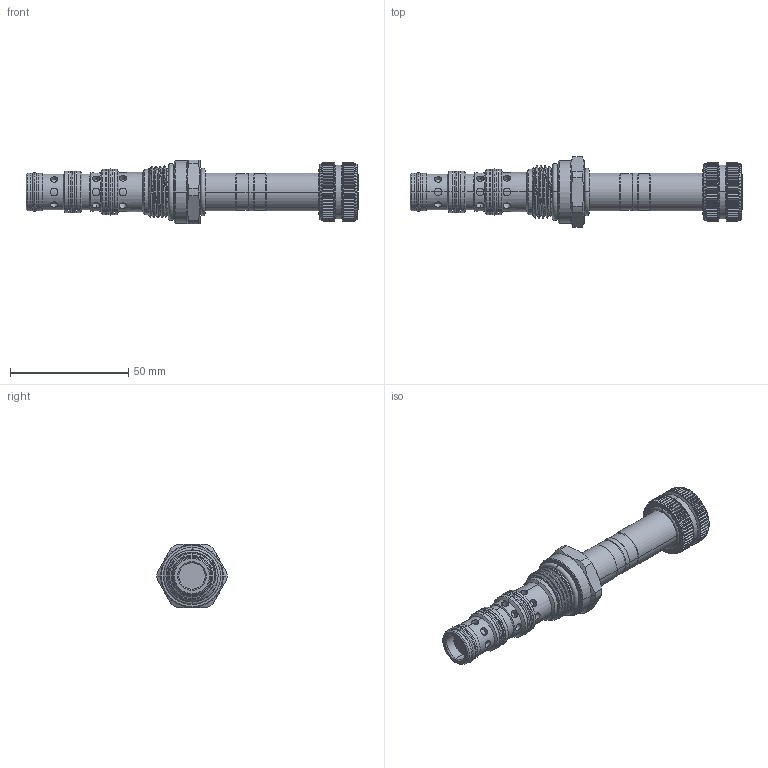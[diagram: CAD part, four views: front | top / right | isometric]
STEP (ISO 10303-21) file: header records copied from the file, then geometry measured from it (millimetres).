
FILE_DESCRIPTION (( 'STEP AP203' ), '1' );
FILE_NAME ('ES10W4C17AP04.STEP', '2020-04-10T01:05:37', ( '' ), ( '' ), 'SwSTEP 2.0', 'SolidWorks 2018', '' );
FILE_SCHEMA (( 'CONFIG_CONTROL_DESIGN' ));
Length unit declared in the file: millimetre
Products named in the file (1): ES10W4C17AP04
Bounding box: 140.3 x 29.6 x 27 mm (x, y, z)
Volume: 38001.8 mm3; surface area: 14248.1 mm2
Topology: 5 solids, 5 shells, 1133 faces, 2924 edges, 1847 vertices
Faces by surface type: cylinder 497, plane 446, cone 162, torus 20, bspline 8
Entity records: 40216 total; most frequent: CARTESIAN_POINT 13482, ORIENTED_EDGE 5848, DIRECTION 5259, EDGE_CURVE 2924, AXIS2_PLACEMENT_3D 2037, VERTEX_POINT 1847, EDGE_LOOP 1187, VECTOR 1185
